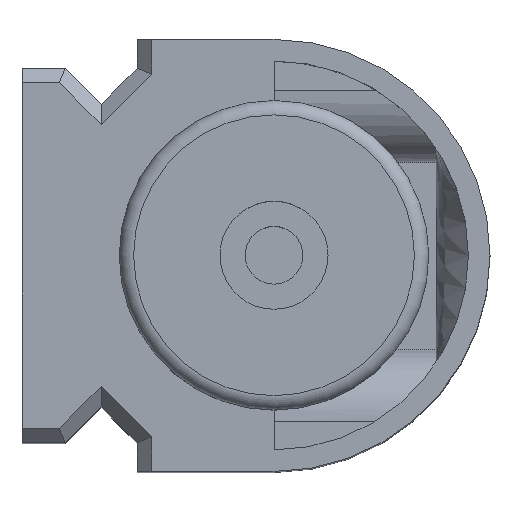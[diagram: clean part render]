
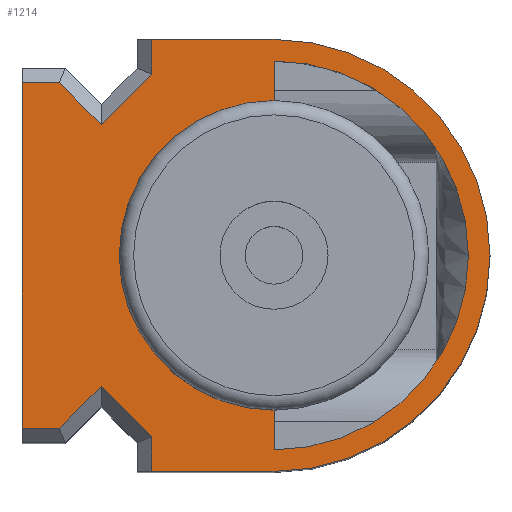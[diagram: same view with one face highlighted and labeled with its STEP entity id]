
A CAD part, top view. The second image highlights one B-rep face of the part: STEP entity #1214.
In plain terms, the highlighted planar face has unit normal (0, 0, 1).
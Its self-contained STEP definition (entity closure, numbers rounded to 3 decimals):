
#36=LINE('',#2009,#162);
#41=LINE('',#2017,#167);
#59=LINE('',#2062,#185);
#60=LINE('',#2064,#186);
#61=LINE('',#2068,#187);
#62=LINE('',#2070,#188);
#63=LINE('',#2072,#189);
#64=LINE('',#2074,#190);
#65=LINE('',#2076,#191);
#66=LINE('',#2078,#192);
#67=LINE('',#2080,#193);
#68=LINE('',#2082,#194);
#69=LINE('',#2083,#195);
#162=VECTOR('',#1465,10.);
#167=VECTOR('',#1470,10.);
#185=VECTOR('',#1514,10.);
#186=VECTOR('',#1515,10.);
#187=VECTOR('',#1518,10.);
#188=VECTOR('',#1519,10.);
#189=VECTOR('',#1520,10.);
#190=VECTOR('',#1521,10.);
#191=VECTOR('',#1522,10.);
#192=VECTOR('',#1523,10.);
#193=VECTOR('',#1524,10.);
#194=VECTOR('',#1525,10.);
#195=VECTOR('',#1526,10.);
#298=FACE_BOUND('',#401,.T.);
#324=FACE_OUTER_BOUND('',#400,.T.);
#400=EDGE_LOOP('',(#908,#909,#910,#911,#912,#913,#914,#915,#916,#917,#918,
#919));
#401=EDGE_LOOP('',(#920,#921,#922,#923));
#481=CIRCLE('',#1310,10.75);
#484=CIRCLE('',#1319,13.5);
#485=CIRCLE('',#1321,15.);
#541=VERTEX_POINT('',#2006);
#542=VERTEX_POINT('',#2008);
#544=VERTEX_POINT('',#2014);
#545=VERTEX_POINT('',#2016);
#558=VERTEX_POINT('',#2060);
#559=VERTEX_POINT('',#2061);
#560=VERTEX_POINT('',#2063);
#561=VERTEX_POINT('',#2065);
#562=VERTEX_POINT('',#2067);
#563=VERTEX_POINT('',#2069);
#564=VERTEX_POINT('',#2071);
#565=VERTEX_POINT('',#2073);
#566=VERTEX_POINT('',#2075);
#567=VERTEX_POINT('',#2077);
#568=VERTEX_POINT('',#2079);
#569=VERTEX_POINT('',#2081);
#662=EDGE_CURVE('',#542,#541,#36,.T.);
#667=EDGE_CURVE('',#545,#544,#41,.T.);
#671=EDGE_CURVE('',#541,#545,#481,.T.);
#689=EDGE_CURVE('',#544,#542,#484,.T.);
#690=EDGE_CURVE('',#558,#559,#59,.T.);
#691=EDGE_CURVE('',#560,#558,#60,.T.);
#692=EDGE_CURVE('',#560,#561,#485,.T.);
#693=EDGE_CURVE('',#561,#562,#61,.T.);
#694=EDGE_CURVE('',#563,#562,#62,.T.);
#695=EDGE_CURVE('',#564,#563,#63,.T.);
#696=EDGE_CURVE('',#565,#564,#64,.T.);
#697=EDGE_CURVE('',#566,#565,#65,.T.);
#698=EDGE_CURVE('',#567,#566,#66,.T.);
#699=EDGE_CURVE('',#568,#567,#67,.T.);
#700=EDGE_CURVE('',#569,#568,#68,.T.);
#701=EDGE_CURVE('',#559,#569,#69,.T.);
#908=ORIENTED_EDGE('',*,*,#690,.F.);
#909=ORIENTED_EDGE('',*,*,#691,.F.);
#910=ORIENTED_EDGE('',*,*,#692,.T.);
#911=ORIENTED_EDGE('',*,*,#693,.T.);
#912=ORIENTED_EDGE('',*,*,#694,.F.);
#913=ORIENTED_EDGE('',*,*,#695,.F.);
#914=ORIENTED_EDGE('',*,*,#696,.F.);
#915=ORIENTED_EDGE('',*,*,#697,.F.);
#916=ORIENTED_EDGE('',*,*,#698,.F.);
#917=ORIENTED_EDGE('',*,*,#699,.F.);
#918=ORIENTED_EDGE('',*,*,#700,.F.);
#919=ORIENTED_EDGE('',*,*,#701,.F.);
#920=ORIENTED_EDGE('',*,*,#667,.T.);
#921=ORIENTED_EDGE('',*,*,#689,.T.);
#922=ORIENTED_EDGE('',*,*,#662,.T.);
#923=ORIENTED_EDGE('',*,*,#671,.T.);
#1154=PLANE('',#1320);
#1214=ADVANCED_FACE('',(#324,#298),#1154,.T.);
#1310=AXIS2_PLACEMENT_3D('',#2024,#1477,#1478);
#1319=AXIS2_PLACEMENT_3D('',#2058,#1510,#1511);
#1320=AXIS2_PLACEMENT_3D('',#2059,#1512,#1513);
#1321=AXIS2_PLACEMENT_3D('',#2066,#1516,#1517);
#1465=DIRECTION('',(0.,1.,0.));
#1470=DIRECTION('',(0.,1.,0.));
#1477=DIRECTION('center_axis',(0.,0.,-1.));
#1478=DIRECTION('ref_axis',(-1.,0.,0.));
#1510=DIRECTION('center_axis',(0.,0.,-1.));
#1511=DIRECTION('ref_axis',(-1.,0.,0.));
#1512=DIRECTION('center_axis',(0.,0.,1.));
#1513=DIRECTION('ref_axis',(0.,1.,0.));
#1514=DIRECTION('',(0.,1.,0.));
#1515=DIRECTION('',(-1.,0.,0.));
#1516=DIRECTION('center_axis',(0.,0.,1.));
#1517=DIRECTION('ref_axis',(1.,0.,0.));
#1518=DIRECTION('',(-1.,0.,0.));
#1519=DIRECTION('',(0.,1.,0.));
#1520=DIRECTION('',(0.707,0.707,0.));
#1521=DIRECTION('',(0.707,-0.707,0.));
#1522=DIRECTION('',(1.,0.,0.));
#1523=DIRECTION('',(0.,1.,0.));
#1524=DIRECTION('',(-1.,0.,0.));
#1525=DIRECTION('',(-0.707,-0.707,0.));
#1526=DIRECTION('',(-0.707,0.707,0.));
#2006=CARTESIAN_POINT('',(-182.75,24.867,-159.864));
#2008=CARTESIAN_POINT('',(-182.75,22.117,-159.864));
#2009=CARTESIAN_POINT('',(-182.75,21.367,-159.864));
#2014=CARTESIAN_POINT('',(-182.75,49.117,-159.864));
#2016=CARTESIAN_POINT('',(-182.75,46.367,-159.864));
#2017=CARTESIAN_POINT('',(-182.75,33.492,-159.864));
#2024=CARTESIAN_POINT('Origin',(-182.75,35.617,-159.864));
#2058=CARTESIAN_POINT('Origin',(-182.75,35.617,-159.864));
#2059=CARTESIAN_POINT('Origin',(-182.75,20.617,-159.864));
#2060=CARTESIAN_POINT('',(-191.25,20.617,-159.864));
#2061=CARTESIAN_POINT('',(-191.25,23.031,-159.864));
#2062=CARTESIAN_POINT('',(-191.25,20.617,-159.864));
#2063=CARTESIAN_POINT('',(-182.75,20.617,-159.864));
#2064=CARTESIAN_POINT('',(-182.75,20.617,-159.864));
#2065=CARTESIAN_POINT('',(-182.75,50.617,-159.864));
#2066=CARTESIAN_POINT('Origin',(-182.75,35.617,-159.864));
#2067=CARTESIAN_POINT('',(-191.25,50.617,-159.864));
#2068=CARTESIAN_POINT('',(-182.75,50.617,-159.864));
#2069=CARTESIAN_POINT('',(-191.25,48.202,-159.864));
#2070=CARTESIAN_POINT('',(-191.25,35.617,-159.864));
#2071=CARTESIAN_POINT('',(-194.75,44.702,-159.864));
#2072=CARTESIAN_POINT('',(-196.793,42.66,-159.864));
#2073=CARTESIAN_POINT('',(-197.664,47.617,-159.864));
#2074=CARTESIAN_POINT('',(-186.707,36.66,-159.864));
#2075=CARTESIAN_POINT('',(-200.25,47.617,-159.864));
#2076=CARTESIAN_POINT('',(-182.75,47.617,-159.864));
#2077=CARTESIAN_POINT('',(-200.25,23.617,-159.864));
#2078=CARTESIAN_POINT('',(-200.25,20.617,-159.864));
#2079=CARTESIAN_POINT('',(-197.664,23.617,-159.864));
#2080=CARTESIAN_POINT('',(-182.75,23.617,-159.864));
#2081=CARTESIAN_POINT('',(-194.75,26.531,-159.864));
#2082=CARTESIAN_POINT('',(-194.207,27.074,-159.864));
#2083=CARTESIAN_POINT('',(-189.293,21.074,-159.864));
